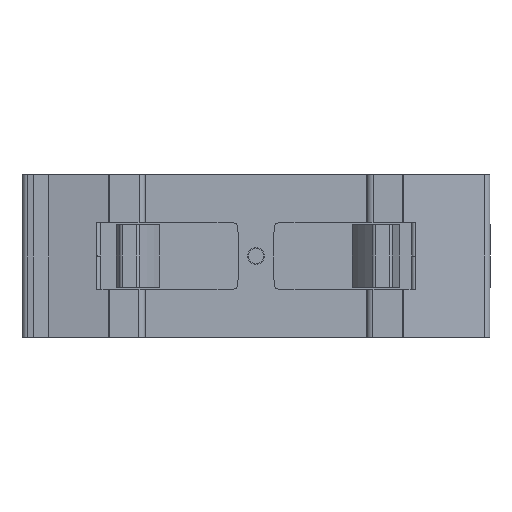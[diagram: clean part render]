
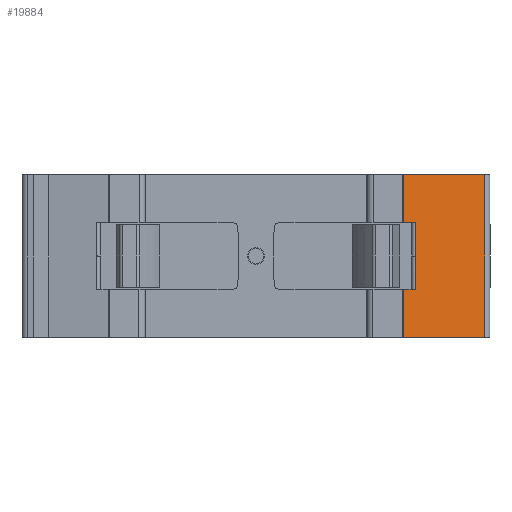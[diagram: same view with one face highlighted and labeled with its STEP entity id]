
A CAD part, front view. The second image highlights one B-rep face of the part: STEP entity #19884.
In plain terms, the highlighted planar face has unit normal (0.148, -0.989, 0).
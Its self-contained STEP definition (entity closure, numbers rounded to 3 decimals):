
#194 = CARTESIAN_POINT ( 'NONE',  ( 30.66, -61.152, -11.255 ) ) ;
#1358 = CARTESIAN_POINT ( 'NONE',  ( 28.814, -61.428, -16.558 ) ) ;
#1476 = VECTOR ( 'NONE', #22920, 1000. ) ;
#1483 = VECTOR ( 'NONE', #16072, 1000. ) ;
#1876 = VECTOR ( 'NONE', #14139, 1000. ) ;
#1882 = VECTOR ( 'NONE', #19008, 1000. ) ;
#1892 = VECTOR ( 'NONE', #14153, 1000. ) ;
#1897 = VECTOR ( 'NONE', #22399, 1000. ) ;
#1901 = VECTOR ( 'NONE', #24109, 1000. ) ;
#1954 = EDGE_CURVE ( 'NONE', #10489, #11223, #4954, .T. ) ;
#1958 = EDGE_CURVE ( 'NONE', #10385, #11328, #4953, .T. ) ;
#3390 = CARTESIAN_POINT ( 'NONE',  ( 30.66, -61.152, -5.951 ) ) ;
#3480 = CARTESIAN_POINT ( 'NONE',  ( 30.66, -61.152, -16.558 ) ) ;
#3724 = VECTOR ( 'NONE', #4955, 1000. ) ;
#3760 = VECTOR ( 'NONE', #4946, 1000. ) ;
#4340 = EDGE_CURVE ( 'NONE', #10385, #10604, #22917, .T. ) ;
#4367 = EDGE_CURVE ( 'NONE', #10604, #10489, #16077, .T. ) ;
#4940 = CARTESIAN_POINT ( 'NONE',  ( -379.672, -122.505, -16.558 ) ) ;
#4941 = CARTESIAN_POINT ( 'NONE',  ( 315.292, -18.594, -5.951 ) ) ;
#4946 = DIRECTION ( 'NONE',  ( -0.989, -0.148, 0. ) ) ;
#4953 = LINE ( 'NONE', #4941, #3724 ) ;
#4954 = LINE ( 'NONE', #4940, #3760 ) ;
#4955 = DIRECTION ( 'NONE',  ( -0.989, -0.148, 0. ) ) ;
#5589 = EDGE_LOOP ( 'NONE', ( #22209, #22265, #22276, #22211, #22198, #22226, #22270, #22196, #22208 ) ) ;
#5886 = LINE ( 'NONE', #5968, #1897 ) ;
#5968 = CARTESIAN_POINT ( 'NONE',  ( 315.292, -18.594, -24.255 ) ) ;
#8770 = EDGE_CURVE ( 'NONE', #20427, #11328, #19009, .T. ) ;
#8786 = EDGE_CURVE ( 'NONE', #20412, #20406, #5886, .T. ) ;
#8805 = EDGE_CURVE ( 'NONE', #20450, #20412, #14676, .T. ) ;
#8813 = EDGE_CURVE ( 'NONE', #20450, #20427, #14147, .T. ) ;
#8818 = EDGE_CURVE ( 'NONE', #20406, #11223, #14140, .T. ) ;
#10385 = VERTEX_POINT ( 'NONE', #3390 ) ;
#10489 = VERTEX_POINT ( 'NONE', #3480 ) ;
#10604 = VERTEX_POINT ( 'NONE', #194 ) ;
#11223 = VERTEX_POINT ( 'NONE', #1358 ) ;
#11328 = VERTEX_POINT ( 'NONE', #19089 ) ;
#14139 = DIRECTION ( 'NONE',  ( -0.989, -0.148, 0. ) ) ;
#14140 = LINE ( 'NONE', #14146, #1892 ) ;
#14146 = CARTESIAN_POINT ( 'NONE',  ( 28.814, -61.428, -31.755 ) ) ;
#14147 = LINE ( 'NONE', #14154, #1876 ) ;
#14153 = DIRECTION ( 'NONE',  ( 0., 0., 1. ) ) ;
#14154 = CARTESIAN_POINT ( 'NONE',  ( -16.42, -68.191, 1.745 ) ) ;
#14676 = LINE ( 'NONE', #24126, #1901 ) ;
#16072 = DIRECTION ( 'NONE',  ( 0., 0., -1. ) ) ;
#16075 = CARTESIAN_POINT ( 'NONE',  ( 30.66, -61.152, -31.755 ) ) ;
#16077 = LINE ( 'NONE', #16075, #1483 ) ;
#19008 = DIRECTION ( 'NONE',  ( 0., 0., -1. ) ) ;
#19009 = LINE ( 'NONE', #19011, #1882 ) ;
#19011 = CARTESIAN_POINT ( 'NONE',  ( 28.815, -61.428, 9.245 ) ) ;
#19089 = CARTESIAN_POINT ( 'NONE',  ( 28.815, -61.428, -5.951 ) ) ;
#19884 = ADVANCED_FACE ( 'NONE', ( #23526 ), #23560, .F. ) ;
#20406 = VERTEX_POINT ( 'NONE', #23881 ) ;
#20412 = VERTEX_POINT ( 'NONE', #23903 ) ;
#20427 = VERTEX_POINT ( 'NONE', #23907 ) ;
#20450 = VERTEX_POINT ( 'NONE', #23995 ) ;
#21562 = AXIS2_PLACEMENT_3D ( 'NONE', #23564, #23528, #23550 ) ;
#22196 = ORIENTED_EDGE ( 'NONE', *, *, #8813, .T. ) ;
#22198 = ORIENTED_EDGE ( 'NONE', *, *, #8818, .F. ) ;
#22208 = ORIENTED_EDGE ( 'NONE', *, *, #8770, .T. ) ;
#22209 = ORIENTED_EDGE ( 'NONE', *, *, #1958, .F. ) ;
#22211 = ORIENTED_EDGE ( 'NONE', *, *, #1954, .T. ) ;
#22226 = ORIENTED_EDGE ( 'NONE', *, *, #8786, .F. ) ;
#22265 = ORIENTED_EDGE ( 'NONE', *, *, #4340, .T. ) ;
#22270 = ORIENTED_EDGE ( 'NONE', *, *, #8805, .F. ) ;
#22276 = ORIENTED_EDGE ( 'NONE', *, *, #4367, .T. ) ;
#22399 = DIRECTION ( 'NONE',  ( -0.989, -0.148, 0. ) ) ;
#22917 = LINE ( 'NONE', #22960, #1476 ) ;
#22920 = DIRECTION ( 'NONE',  ( 0., 0., -1. ) ) ;
#22960 = CARTESIAN_POINT ( 'NONE',  ( 30.66, -61.152, -11.255 ) ) ;
#23526 = FACE_OUTER_BOUND ( 'NONE', #5589, .T. ) ;
#23528 = DIRECTION ( 'NONE',  ( -0.148, 0.989, 0. ) ) ;
#23550 = DIRECTION ( 'NONE',  ( 0.989, 0.148, 0. ) ) ;
#23560 = PLANE ( 'NONE',  #21562 ) ;
#23564 = CARTESIAN_POINT ( 'NONE',  ( 315.292, -18.594, 9.245 ) ) ;
#23881 = CARTESIAN_POINT ( 'NONE',  ( 28.814, -61.428, -24.255 ) ) ;
#23903 = CARTESIAN_POINT ( 'NONE',  ( 41.783, -59.489, -24.255 ) ) ;
#23907 = CARTESIAN_POINT ( 'NONE',  ( 28.815, -61.428, 1.745 ) ) ;
#23995 = CARTESIAN_POINT ( 'NONE',  ( 41.783, -59.489, 1.745 ) ) ;
#24109 = DIRECTION ( 'NONE',  ( 0., 0., -1. ) ) ;
#24126 = CARTESIAN_POINT ( 'NONE',  ( 41.783, -59.489, 9.245 ) ) ;
